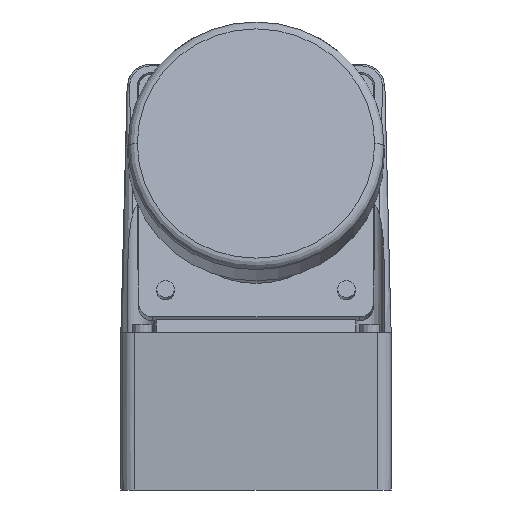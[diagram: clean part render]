
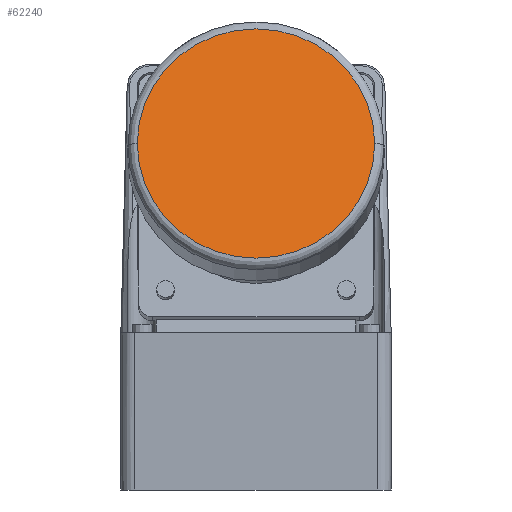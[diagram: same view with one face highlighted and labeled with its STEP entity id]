
A CAD part, front view. The second image highlights one B-rep face of the part: STEP entity #62240.
In plain terms, the highlighted planar face has unit normal (0, -0.966, 0.259).
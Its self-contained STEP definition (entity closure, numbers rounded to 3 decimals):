
#61900=CARTESIAN_POINT('',(130.85,-160.079,
87.43));
#61910=VERTEX_POINT('',#61900);
#62000=CARTESIAN_POINT('',(29.85,-160.079,
87.43));
#62010=VERTEX_POINT('',#62000);
#62040=CARTESIAN_POINT('',(80.35,-160.079,
87.43));
#62050=DIRECTION('',(0.,-0.966,
0.259));
#62060=DIRECTION('',(1.,0.,0.));
#62070=AXIS2_PLACEMENT_3D('',#62040,#62050,#62060);
#62080=CIRCLE('',#62070,50.5);
#62090=EDGE_CURVE('',#62010,#61910,#62080,.T.);
#62140=CARTESIAN_POINT('',(64.271,-159.465,
89.724));
#62150=DIRECTION('',(0.,-0.966,
0.259));
#62160=DIRECTION('',(1.,0.,0.));
#62170=AXIS2_PLACEMENT_3D('',#62140,#62150,#62160);
#62180=PLANE('',#62170);
#62190=EDGE_CURVE('',#61910,#62010,#62080,.T.);
#62200=ORIENTED_EDGE('',*,*,#62190,.T.);
#62210=ORIENTED_EDGE('',*,*,#62090,.T.);
#62220=EDGE_LOOP('',(#62210,#62200));
#62230=FACE_OUTER_BOUND('',#62220,.T.);
#62240=ADVANCED_FACE('',(#62230),#62180,.T.);
